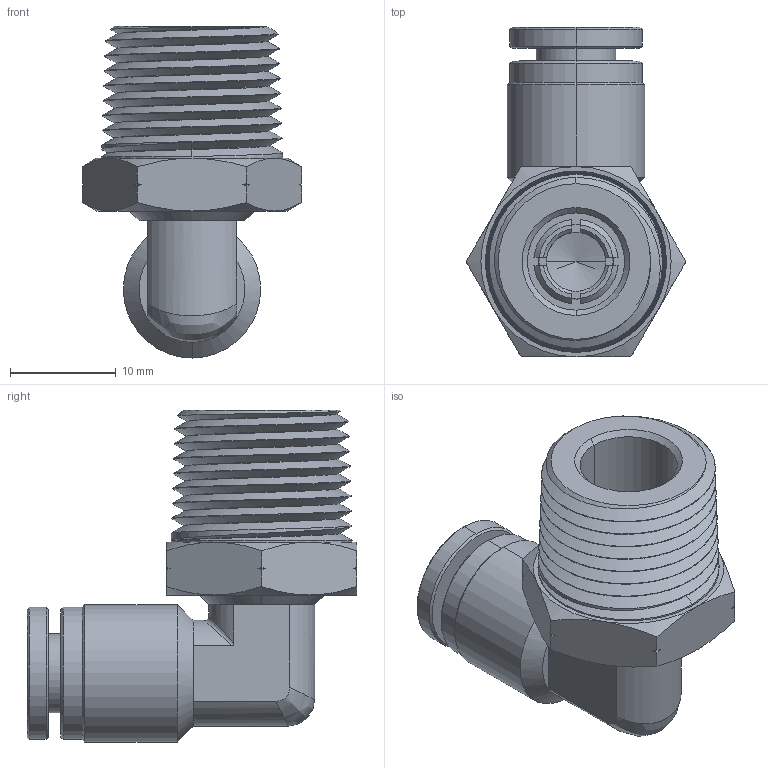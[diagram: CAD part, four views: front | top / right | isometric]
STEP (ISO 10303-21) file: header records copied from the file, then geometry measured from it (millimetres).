
FILE_DESCRIPTION (( 'STEP AP214' ), '1' );
FILE_NAME ('MES1-4N3-8W.STEP', '2018-07-20T17:55:24', ( '' ), ( '' ), 'SwSTEP 2.0', 'SolidWorks 2016', '' );
FILE_SCHEMA (( 'AUTOMOTIVE_DESIGN' ));
Length unit declared in the file: millimetre
Products named in the file (1): MES1-4N3-8W
Bounding box: 20.78 x 31.21 x 31.4 mm (x, y, z)
Volume: 4831.8 mm3; surface area: 6124.9 mm2
Topology: 7 solids, 7 shells, 483 faces, 1290 edges, 830 vertices
Faces by surface type: cone 183, plane 162, cylinder 87, bspline 49, torus 2
Entity records: 25386 total; most frequent: CARTESIAN_POINT 8720, ORIENTED_EDGE 2576, DIRECTION 2087, EDGE_CURVE 1288, AXIS2_PLACEMENT_3D 840, VERTEX_POINT 830, EDGE_LOOP 508, UNCERTAINTY_MEASURE_WITH_UNIT 492
